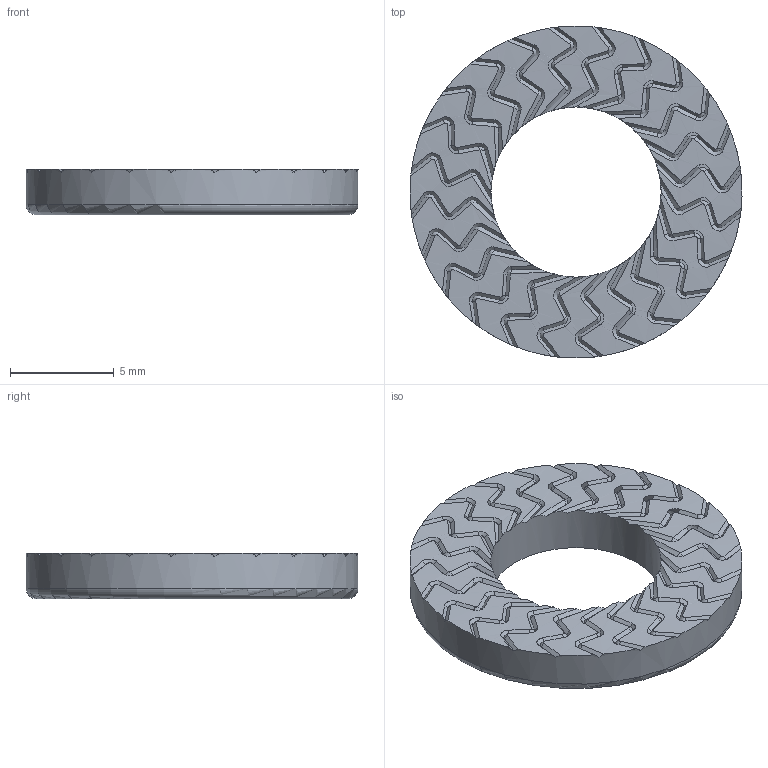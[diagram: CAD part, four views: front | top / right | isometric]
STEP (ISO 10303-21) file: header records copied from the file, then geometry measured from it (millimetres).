
FILE_DESCRIPTION(('STEP AP214'),'1');
FILE_NAME('076940_NSK E8_Muster_flach.stp','2019-10-29T12:21:24',(' '),(' '),'Spatial InterOp 3D',' ',' ');
FILE_SCHEMA(('AUTOMOTIVE_DESIGN { 1 0 10303 214 1 1 1 1 }'));
Length unit declared in the file: metre
Products named in the file (1): 1398692893
Bounding box: 16 x 15.99 x 2.21 mm (x, y, z)
Volume: 319.2 mm3; surface area: 466 mm2
Topology: 1 solids, 1 shells, 364 faces, 1064 edges, 701 vertices
Faces by surface type: plane 217, bspline 144, cylinder 2, torus 1
Full cylindrical faces by diameter (mm): 8.2 x1, 16 x1
Entity records: 17167 total; most frequent: CARTESIAN_POINT 6203, ORIENTED_EDGE 2118, EDGE_CURVE 1059, DIRECTION 1000, VERTEX_POINT 699, B_SPLINE_CURVE_WITH_KNOTS 648, AXIS2_PLACEMENT_3D 368, EDGE_LOOP 368
